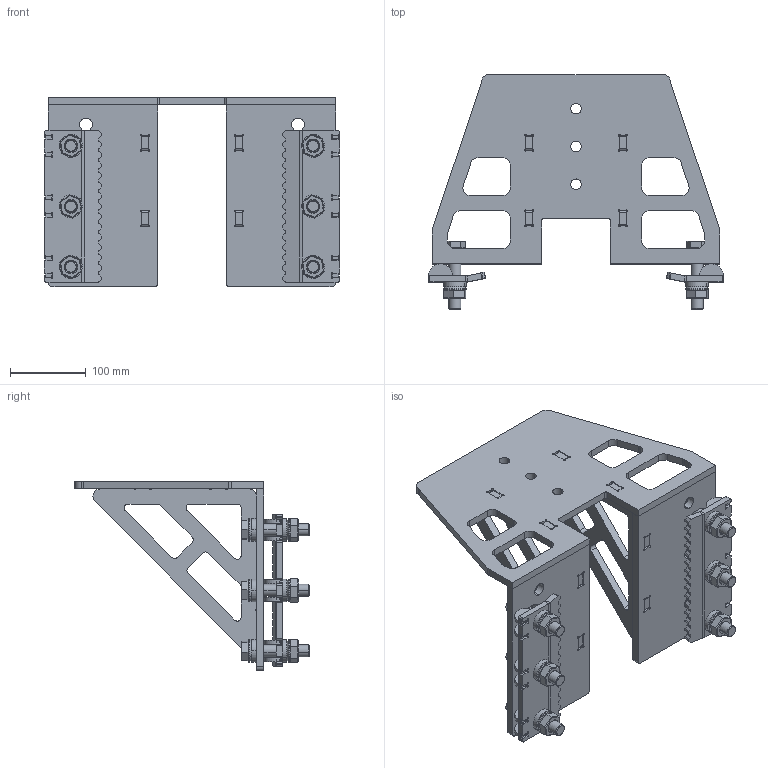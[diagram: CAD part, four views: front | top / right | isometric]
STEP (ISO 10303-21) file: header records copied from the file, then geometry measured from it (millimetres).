
FILE_DESCRIPTION (( 'STEP AP203' ), '1' );
FILE_NAME ('Baugruppe KTP-K-260-300.STEP', '2020-06-09T11:30:16', ( '' ), ( '' ), 'SwSTEP 2.0', 'SolidWorks 2018', '' );
FILE_SCHEMA (( 'CONFIG_CONTROL_DESIGN' ));
Length unit declared in the file: millimetre
Products named in the file (1): Baugruppe KTP-K-260-300
Bounding box: 390 x 310 x 250 mm (x, y, z)
Volume: 2051636.6 mm3; surface area: 574964.6 mm2
Topology: 55 solids, 55 shells, 1522 faces, 3974 edges, 2568 vertices
Faces by surface type: cylinder 740, plane 698, cone 84
Entity records: 47175 total; most frequent: DIRECTION 8584, CARTESIAN_POINT 8065, ORIENTED_EDGE 7948, EDGE_CURVE 3974, AXIS2_PLACEMENT_3D 3087, VERTEX_POINT 2568, VECTOR 2410, LINE 2410
